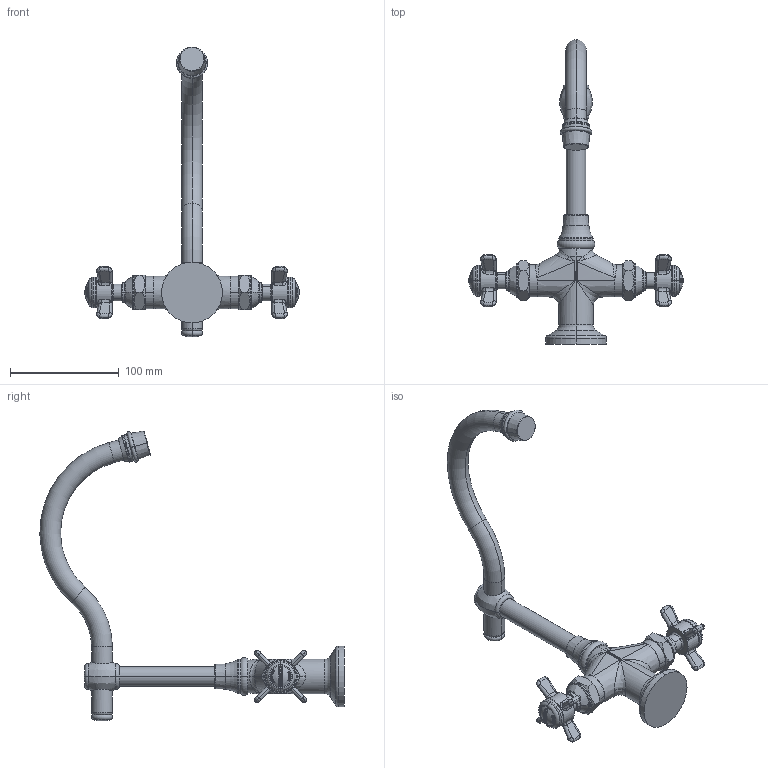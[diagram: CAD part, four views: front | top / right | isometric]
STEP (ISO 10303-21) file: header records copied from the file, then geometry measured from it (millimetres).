
FILE_DESCRIPTION((''),'2;1');
FILE_NAME('1008','2021-05-11T13:34:04',('rsmith'),(''),'CREO PARAMETRIC BY PTC INC, 2018400','CREO PARAMETRIC BY PTC INC, 2018400','');
FILE_SCHEMA(('AUTOMOTIVE_DESIGN { 1 0 10303 214 1 1 1 1 }'));
Length unit declared in the file: inch
Products named in the file (1): 1008
Bounding box: 197.1 x 279.71 x 266.53 mm (x, y, z)
Volume: 351918.1 mm3; surface area: 63559.4 mm2
Topology: 1 solids, 1 shells, 1082 faces, 2827 edges, 1806 vertices
Faces by surface type: plane 428, cylinder 326, bspline 132, torus 94, sphere 64, extrusion 20, cone 18
Entity records: 60814 total; most frequent: CARTESIAN_POINT 22372, ORIENTED_EDGE 5638, DIRECTION 5238, PRESENTATION_STYLE_ASSIGNMENT 3254, STYLED_ITEM 2872, CURVE_STYLE 2819, EDGE_CURVE 2819, AXIS2_PLACEMENT_3D 2222
